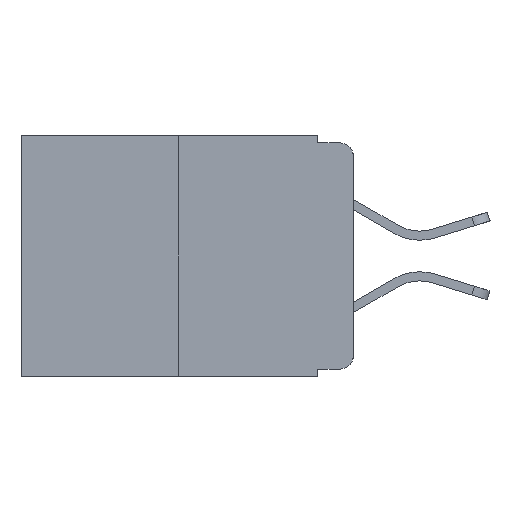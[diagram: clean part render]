
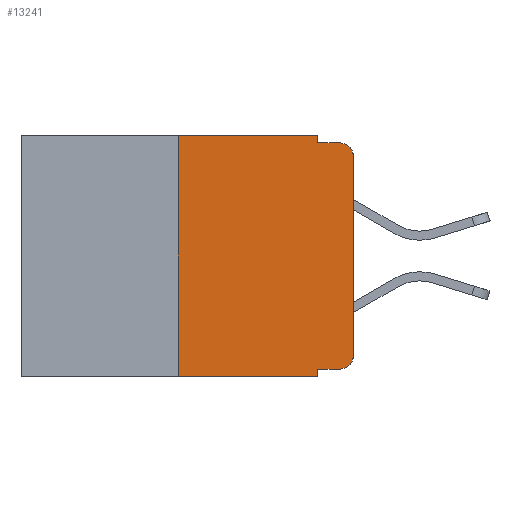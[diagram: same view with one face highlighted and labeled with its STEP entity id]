
A CAD part, left-side view. The second image highlights one B-rep face of the part: STEP entity #13241.
In plain terms, the highlighted planar face has unit normal (-1, 0, 0).
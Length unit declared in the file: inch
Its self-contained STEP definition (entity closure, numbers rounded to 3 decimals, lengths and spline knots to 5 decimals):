
#4 = DIRECTION ( 'NONE',  ( 0., -1., 0. ) ) ;
#19 = VECTOR ( 'NONE', #10150, 39.37008 ) ;
#121 = LINE ( 'NONE', #534, #3318 ) ;
#201 = LINE ( 'NONE', #15255, #6368 ) ;
#421 = VECTOR ( 'NONE', #13233, 39.37008 ) ;
#534 = CARTESIAN_POINT ( 'NONE',  ( 0., 0.25, 0. ) ) ;
#771 = VERTEX_POINT ( 'NONE', #13538 ) ;
#1275 = VERTEX_POINT ( 'NONE', #13718 ) ;
#1309 = DIRECTION ( 'NONE',  ( 1., 0., 0. ) ) ;
#1419 = CARTESIAN_POINT ( 'NONE',  ( 0., 0.051, 0. ) ) ;
#1649 = VERTEX_POINT ( 'NONE', #14442 ) ;
#1683 = VECTOR ( 'NONE', #10143, 39.37008 ) ;
#1840 = ORIENTED_EDGE ( 'NONE', *, *, #11155, .F. ) ;
#2094 = VERTEX_POINT ( 'NONE', #11416 ) ;
#2299 = VERTEX_POINT ( 'NONE', #5468 ) ;
#2375 = DIRECTION ( 'NONE',  ( 0., 0., 1. ) ) ;
#2488 = DIRECTION ( 'NONE',  ( -1., 0., 0. ) ) ;
#2730 = CARTESIAN_POINT ( 'NONE',  ( 0., 0.051, 0. ) ) ;
#2863 = LINE ( 'NONE', #14896, #9076 ) ;
#3318 = VECTOR ( 'NONE', #6993, 39.37008 ) ;
#4100 = ORIENTED_EDGE ( 'NONE', *, *, #15137, .T. ) ;
#4267 = CARTESIAN_POINT ( 'NONE',  ( 0., 0.051, -0.343 ) ) ;
#4451 = CARTESIAN_POINT ( 'NONE',  ( 0., 0.473, -0.343 ) ) ;
#4659 = CARTESIAN_POINT ( 'NONE',  ( 0., 0.02, -0.333 ) ) ;
#4825 = CARTESIAN_POINT ( 'NONE',  ( 0., 0.051, -0.333 ) ) ;
#5077 = CIRCLE ( 'NONE', #8737, 0.02 ) ;
#5218 = LINE ( 'NONE', #1419, #1683 ) ;
#5325 = CARTESIAN_POINT ( 'NONE',  ( 0., 0.02, -0.03 ) ) ;
#5347 = ORIENTED_EDGE ( 'NONE', *, *, #13513, .F. ) ;
#5468 = CARTESIAN_POINT ( 'NONE',  ( 0., 0.051, -0.333 ) ) ;
#6051 = LINE ( 'NONE', #14546, #8852 ) ;
#6094 = ORIENTED_EDGE ( 'NONE', *, *, #8758, .F. ) ;
#6254 = CARTESIAN_POINT ( 'NONE',  ( 0., 0.02, -0.01 ) ) ;
#6368 = VECTOR ( 'NONE', #11758, 39.37008 ) ;
#6453 = CARTESIAN_POINT ( 'NONE',  ( 0., 0.473, 0. ) ) ;
#6456 = ORIENTED_EDGE ( 'NONE', *, *, #7146, .T. ) ;
#6515 = DIRECTION ( 'NONE',  ( 0., 0., -1. ) ) ;
#6541 = EDGE_CURVE ( 'NONE', #2094, #11916, #10126, .T. ) ;
#6993 = DIRECTION ( 'NONE',  ( 0., 0., 1. ) ) ;
#7146 = EDGE_CURVE ( 'NONE', #7881, #1649, #5077, .T. ) ;
#7298 = LINE ( 'NONE', #4825, #421 ) ;
#7351 = VERTEX_POINT ( 'NONE', #9142 ) ;
#7793 = ORIENTED_EDGE ( 'NONE', *, *, #12789, .T. ) ;
#7854 = FACE_OUTER_BOUND ( 'NONE', #14181, .T. ) ;
#7881 = VERTEX_POINT ( 'NONE', #4659 ) ;
#7978 = EDGE_CURVE ( 'NONE', #2299, #7881, #7298, .T. ) ;
#7995 = CARTESIAN_POINT ( 'NONE',  ( 0., 0.051, 0. ) ) ;
#8544 = ORIENTED_EDGE ( 'NONE', *, *, #9522, .F. ) ;
#8737 = AXIS2_PLACEMENT_3D ( 'NONE', #13506, #2488, #14687 ) ;
#8758 = EDGE_CURVE ( 'NONE', #2299, #11916, #5218, .T. ) ;
#8852 = VECTOR ( 'NONE', #2375, 39.37008 ) ;
#9076 = VECTOR ( 'NONE', #4, 39.37008 ) ;
#9142 = CARTESIAN_POINT ( 'NONE',  ( 0., 0.25, 0. ) ) ;
#9522 = EDGE_CURVE ( 'NONE', #2094, #7351, #121, .T. ) ;
#10038 = DIRECTION ( 'NONE',  ( 0., 0., -1. ) ) ;
#10126 = LINE ( 'NONE', #4451, #19 ) ;
#10143 = DIRECTION ( 'NONE',  ( 0., 0., -1. ) ) ;
#10150 = DIRECTION ( 'NONE',  ( 0., -1., 0. ) ) ;
#10942 = ORIENTED_EDGE ( 'NONE', *, *, #11976, .F. ) ;
#11010 = VERTEX_POINT ( 'NONE', #6254 ) ;
#11155 = EDGE_CURVE ( 'NONE', #11897, #1275, #14454, .T. ) ;
#11270 = VECTOR ( 'NONE', #13732, 39.37008 ) ;
#11416 = CARTESIAN_POINT ( 'NONE',  ( 0., 0.25, -0.343 ) ) ;
#11758 = DIRECTION ( 'NONE',  ( 0., -1., 0. ) ) ;
#11897 = VERTEX_POINT ( 'NONE', #7995 ) ;
#11916 = VERTEX_POINT ( 'NONE', #4267 ) ;
#11976 = EDGE_CURVE ( 'NONE', #1275, #11010, #201, .T. ) ;
#12479 = ORIENTED_EDGE ( 'NONE', *, *, #7978, .T. ) ;
#12789 = EDGE_CURVE ( 'NONE', #771, #11010, #14201, .T. ) ;
#13233 = DIRECTION ( 'NONE',  ( 0., -1., 0. ) ) ;
#13241 = ADVANCED_FACE ( 'NONE', ( #7854 ), #15949, .F. ) ;
#13506 = CARTESIAN_POINT ( 'NONE',  ( 0., 0.02, -0.313 ) ) ;
#13513 = EDGE_CURVE ( 'NONE', #7351, #11897, #2863, .T. ) ;
#13538 = CARTESIAN_POINT ( 'NONE',  ( 0., 0., -0.03 ) ) ;
#13685 = DIRECTION ( 'NONE',  ( -1., 0., 0. ) ) ;
#13718 = CARTESIAN_POINT ( 'NONE',  ( 0., 0.051, -0.01 ) ) ;
#13732 = DIRECTION ( 'NONE',  ( 0., 0., -1. ) ) ;
#13775 = AXIS2_PLACEMENT_3D ( 'NONE', #6453, #1309, #10038 ) ;
#14181 = EDGE_LOOP ( 'NONE', ( #4100, #7793, #10942, #1840, #5347, #8544, #15232, #6094, #12479, #6456 ) ) ;
#14201 = CIRCLE ( 'NONE', #15146, 0.02 ) ;
#14442 = CARTESIAN_POINT ( 'NONE',  ( 0., 0., -0.313 ) ) ;
#14454 = LINE ( 'NONE', #2730, #11270 ) ;
#14546 = CARTESIAN_POINT ( 'NONE',  ( 0., 0., 0. ) ) ;
#14687 = DIRECTION ( 'NONE',  ( 0., 0., -1. ) ) ;
#14896 = CARTESIAN_POINT ( 'NONE',  ( 0., 0.473, 0. ) ) ;
#15137 = EDGE_CURVE ( 'NONE', #1649, #771, #6051, .T. ) ;
#15146 = AXIS2_PLACEMENT_3D ( 'NONE', #5325, #13685, #6515 ) ;
#15232 = ORIENTED_EDGE ( 'NONE', *, *, #6541, .T. ) ;
#15255 = CARTESIAN_POINT ( 'NONE',  ( 0., 0.051, -0.01 ) ) ;
#15949 = PLANE ( 'NONE',  #13775 ) ;
